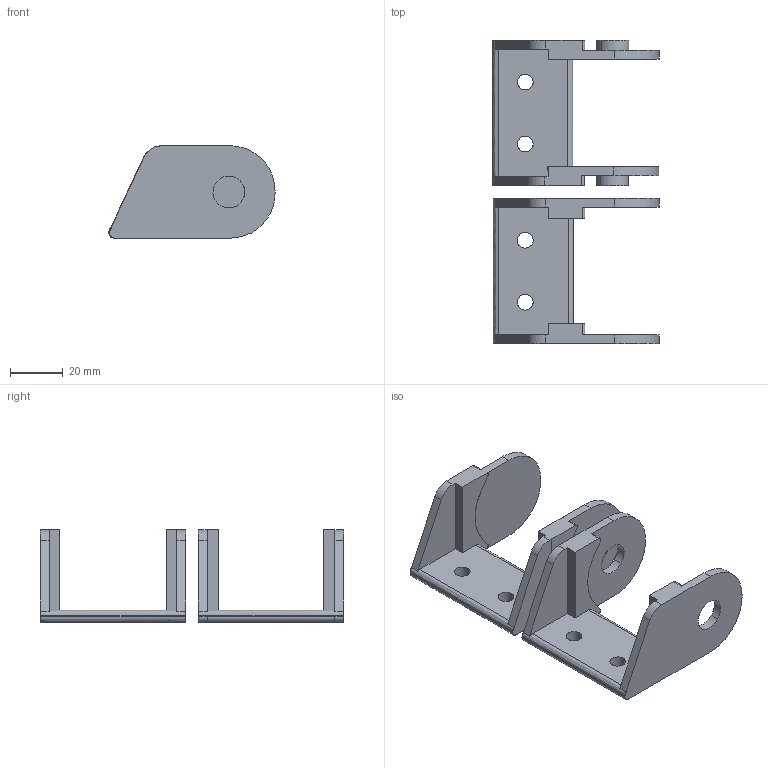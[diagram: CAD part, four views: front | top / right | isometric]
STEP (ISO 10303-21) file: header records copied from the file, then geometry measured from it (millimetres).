
FILE_DESCRIPTION(/* description */ (''),/* implementation_level */ '2;1');
FILE_NAME(/* name */ 'PONTEI~2',/* time_stamp */ '2023-03-30T09:59:48-03:00',/* author */ (''),/* organization */ (''),/* preprocessor_version */ 'ST-DEVELOPER v15',/* originating_system */ '',/* authorisation */ '');
FILE_SCHEMA (('AUTOMOTIVE_DESIGN'));
Length unit declared in the file: centimetre
Products named in the file (1): Document
Bounding box: 63 x 115.22 x 35 mm (x, y, z)
Volume: 41976.6 mm3; surface area: 24149.7 mm2
Topology: 2 solids, 2 shells, 126 faces, 358 edges, 238 vertices
Faces by surface type: bspline 88, plane 38
Entity records: 4176 total; most frequent: CARTESIAN_POINT 2243, ORIENTED_EDGE 716, EDGE_CURVE 358, VERTEX_POINT 238, EDGE_LOOP 140, ADVANCED_FACE 126, FACE_OUTER_BOUND 126, B_SPLINE_CURVE_WITH_KNOTS 56
